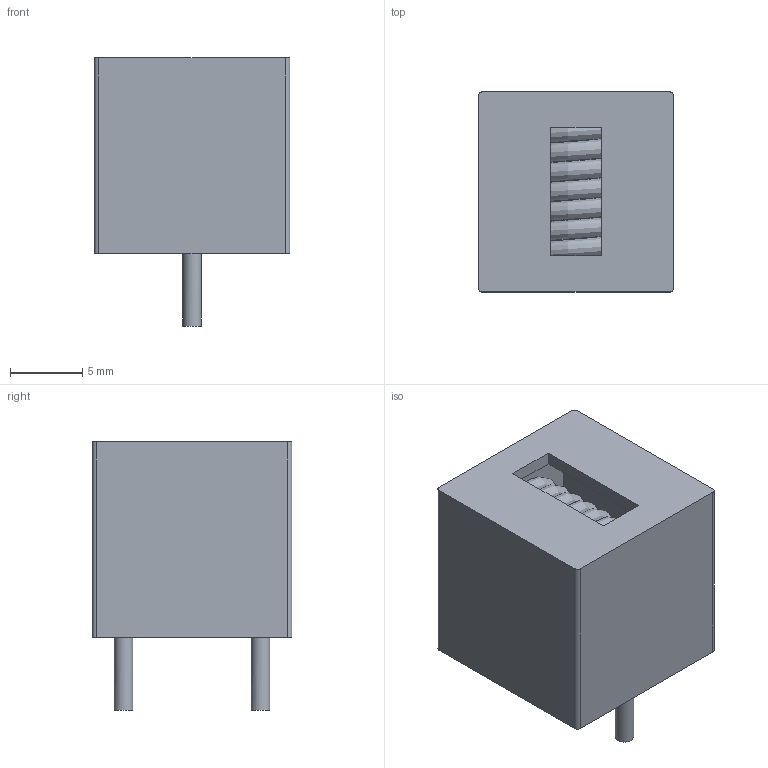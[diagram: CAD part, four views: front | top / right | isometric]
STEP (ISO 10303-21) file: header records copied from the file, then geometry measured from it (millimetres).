
FILE_DESCRIPTION(/* description */ ('Unknown'),/* implementation_level */ '2;1');
FILE_NAME(/* name */ 'HM55-313R0LF',/* time_stamp */ '2021-12-21T11:13:26+08:00',/* author */ ('Unknown'),/* organization */ ('Unknown'),/* preprocessor_version */ 'ST-DEVELOPER v16.7',/* originating_system */ 'Solid Edge',/* authorisation */ 'Unknown');
FILE_SCHEMA (('AUTOMOTIVE_DESIGN {1 0 10303 214 3 1 1}'));
Length unit declared in the file: millimetre
Products named in the file (1): HM55-313R0LF
Bounding box: 13.5 x 13.8 x 18.5 mm (x, y, z)
Volume: 1318.2 mm3; surface area: 2350.2 mm2
Topology: 2 solids, 2 shells, 216 faces, 558 edges, 370 vertices
Faces by surface type: plane 173, bspline 37, cylinder 6
Full cylindrical faces by diameter (mm): 1.3 x2
Entity records: 10031 total; most frequent: CARTESIAN_POINT 3768, ORIENTED_EDGE 1092, DIRECTION 718, EDGE_CURVE 546, VERTEX_POINT 368, LINE 336, VECTOR 336, EDGE_LOOP 252
